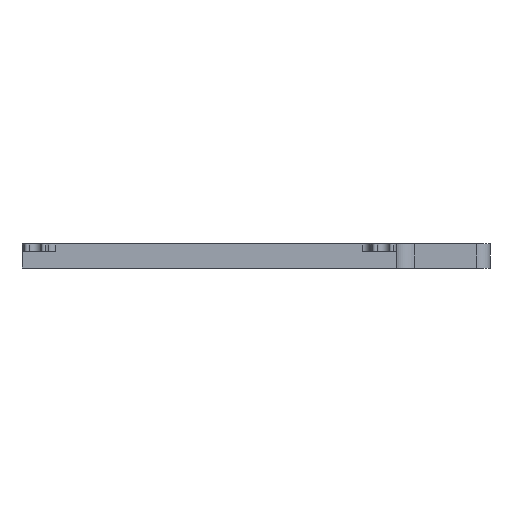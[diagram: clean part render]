
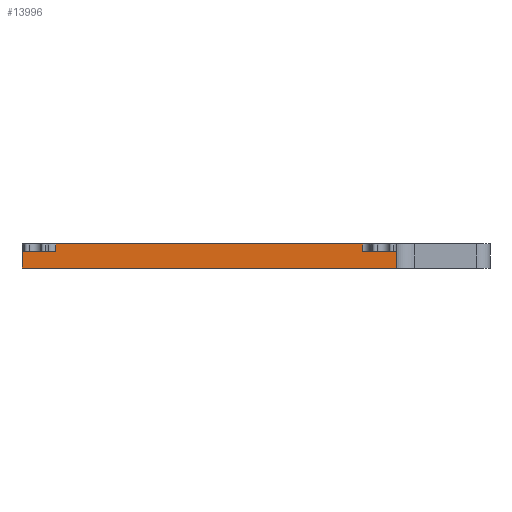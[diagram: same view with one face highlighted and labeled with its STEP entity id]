
A CAD part, left-side view. The second image highlights one B-rep face of the part: STEP entity #13996.
In plain terms, the highlighted planar face has unit normal (-1, 0, 0).
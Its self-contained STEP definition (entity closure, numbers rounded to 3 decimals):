
#871=FACE_OUTER_BOUND('',#1588,.T.);
#1588=EDGE_LOOP('',(#12399,#12400,#12401,#12402,#12403,#12404,#12405,#12406));
#2627=LINE('',#20146,#4539);
#2921=LINE('',#20648,#4833);
#2924=LINE('',#20667,#4836);
#3545=LINE('',#21983,#5457);
#3555=LINE('',#22014,#5467);
#3556=LINE('',#22017,#5468);
#3557=LINE('',#22018,#5469);
#3558=LINE('',#22019,#5470);
#4539=VECTOR('',#16302,10.);
#4833=VECTOR('',#16608,10.);
#4836=VECTOR('',#16625,10.);
#5457=VECTOR('',#18018,10.);
#5467=VECTOR('',#18054,10.);
#5468=VECTOR('',#18057,10.);
#5469=VECTOR('',#18058,10.);
#5470=VECTOR('',#18059,10.);
#6258=VERTEX_POINT('',#20143);
#6259=VERTEX_POINT('',#20145);
#6460=VERTEX_POINT('',#20646);
#6461=VERTEX_POINT('',#20647);
#6469=VERTEX_POINT('',#20665);
#6470=VERTEX_POINT('',#20666);
#6787=VERTEX_POINT('',#22012);
#6788=VERTEX_POINT('',#22016);
#7768=EDGE_CURVE('',#6258,#6259,#2627,.T.);
#8067=EDGE_CURVE('',#6460,#6461,#2921,.T.);
#8076=EDGE_CURVE('',#6469,#6470,#2924,.T.);
#8735=EDGE_CURVE('',#6470,#6258,#3545,.T.);
#8751=EDGE_CURVE('',#6469,#6787,#3555,.T.);
#8752=EDGE_CURVE('',#6788,#6787,#3556,.T.);
#8753=EDGE_CURVE('',#6461,#6788,#3557,.T.);
#8754=EDGE_CURVE('',#6460,#6259,#3558,.T.);
#12399=ORIENTED_EDGE('',*,*,#8751,.T.);
#12400=ORIENTED_EDGE('',*,*,#8752,.F.);
#12401=ORIENTED_EDGE('',*,*,#8753,.F.);
#12402=ORIENTED_EDGE('',*,*,#8067,.F.);
#12403=ORIENTED_EDGE('',*,*,#8754,.T.);
#12404=ORIENTED_EDGE('',*,*,#7768,.F.);
#12405=ORIENTED_EDGE('',*,*,#8735,.F.);
#12406=ORIENTED_EDGE('',*,*,#8076,.F.);
#13342=PLANE('',#14726);
#13996=ADVANCED_FACE('',(#871),#13342,.T.);
#14726=AXIS2_PLACEMENT_3D('',#22015,#18055,#18056);
#16302=DIRECTION('',(0.,1.,0.));
#16608=DIRECTION('',(0.,-1.,0.));
#16625=DIRECTION('',(0.,-1.,0.));
#18018=DIRECTION('',(0.,0.,-1.));
#18054=DIRECTION('',(0.,0.,1.));
#18055=DIRECTION('center_axis',(-1.,0.,0.));
#18056=DIRECTION('ref_axis',(0.,-1.,0.));
#18057=DIRECTION('',(0.,-1.,0.));
#18058=DIRECTION('',(0.,0.,1.));
#18059=DIRECTION('',(0.,0.,-1.));
#20143=CARTESIAN_POINT('',(-233.363,-9.525,-3.4));
#20145=CARTESIAN_POINT('',(-233.363,66.675,-3.4));
#20146=CARTESIAN_POINT('',(-233.363,59.825,-3.4));
#20646=CARTESIAN_POINT('',(-233.363,66.675,0.));
#20647=CARTESIAN_POINT('',(-233.363,59.825,0.));
#20648=CARTESIAN_POINT('',(-233.362,4.762,0.));
#20665=CARTESIAN_POINT('',(-233.363,-2.675,0.));
#20666=CARTESIAN_POINT('',(-233.363,-9.525,0.));
#20667=CARTESIAN_POINT('',(-233.362,4.762,0.));
#21983=CARTESIAN_POINT('',(-233.363,-9.525,0.));
#22012=CARTESIAN_POINT('',(-233.363,-2.675,1.5));
#22014=CARTESIAN_POINT('',(-233.363,-2.675,0.));
#22015=CARTESIAN_POINT('Origin',(-233.363,59.825,0.));
#22016=CARTESIAN_POINT('',(-233.363,59.825,1.5));
#22017=CARTESIAN_POINT('',(-233.363,59.825,1.5));
#22018=CARTESIAN_POINT('',(-233.363,59.825,0.));
#22019=CARTESIAN_POINT('',(-233.363,66.675,0.));
